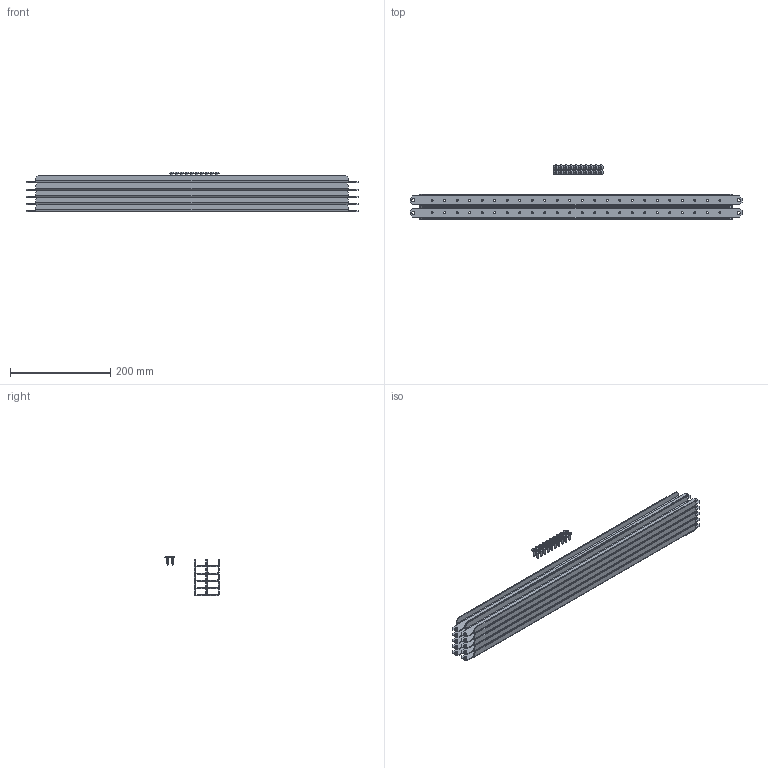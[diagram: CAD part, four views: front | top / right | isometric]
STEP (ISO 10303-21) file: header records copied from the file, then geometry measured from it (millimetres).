
FILE_DESCRIPTION (( 'STEP AP203' ), '1' );
FILE_NAME ('U0252662514 Êîìïëåêò ðååê äëÿ ãëóõîé äâåðè UC2 00.80 (10øò) (000.801.049-03).STEP', '2022-04-29T05:55:03', ( '' ), ( '' ), 'SwSTEP 2.0', 'SolidWorks 2017', '' );
FILE_SCHEMA (( 'CONFIG_CONTROL_DESIGN' ));
Length unit declared in the file: millimetre
Products named in the file (3): 025-154 Ðåéêà äëÿ ãëóõîé äâåðè_03   80; Âèíò ÑÌÌ-SD 4,2õ16_01; U0252662514 Êîìïëåêò ðååê äëÿ ãëóõîé äâåðè UC2 00.80 (10øò) (000.801.049-03)
Assembly tree (30 placements, depth 2):
  U0252662514 Êîìïëåêò ðååê äëÿ ãëóõîé äâåðè UC2 00.80 (10øò) (000.801.049-03)
    025-154 Ðåéêà äëÿ ãëóõîé äâåðè_03   80  x10
    Âèíò ÑÌÌ-SD 4,2õ16_01  x20
Bounding box: 663 x 108.14 x 79.39 mm (x, y, z)
Volume: 604691.1 mm3; surface area: 640798.9 mm2
Topology: 30 solids, 30 shells, 1660 faces, 4540 edges, 2940 vertices
Faces by surface type: plane 860, cylinder 720, cone 40, sphere 40
Entity records: 5367 total; most frequent: CARTESIAN_POINT 803, DIRECTION 792, ORIENTED_EDGE 692, EDGE_CURVE 346, AXIS2_PLACEMENT_3D 310, VERTEX_POINT 225, EDGE_LOOP 181, LINE 172
